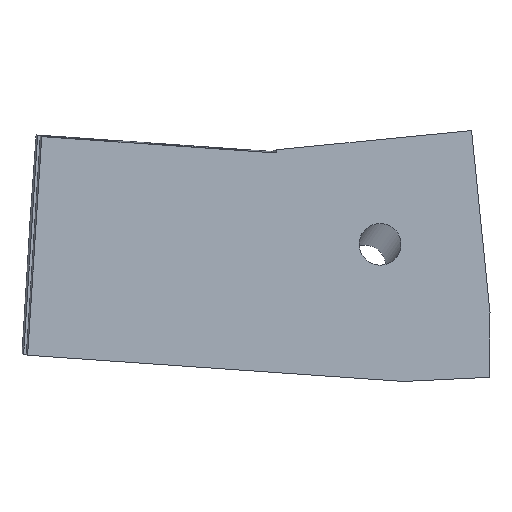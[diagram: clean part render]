
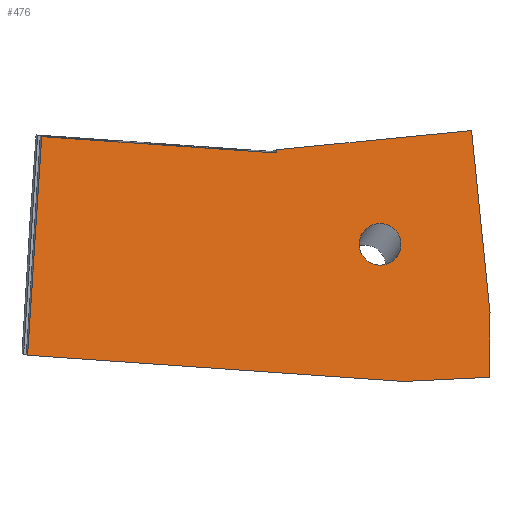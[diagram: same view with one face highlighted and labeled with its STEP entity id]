
A CAD part, left-side view. The second image highlights one B-rep face of the part: STEP entity #476.
In plain terms, the highlighted planar face has unit normal (-0.995, -0.06, 0.085).
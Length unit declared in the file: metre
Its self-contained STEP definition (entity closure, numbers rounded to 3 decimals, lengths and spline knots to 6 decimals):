
#24=CIRCLE('',#524,0.001);
#118=ORIENTED_EDGE('',*,*,#220,.F.);
#119=ORIENTED_EDGE('',*,*,#221,.T.);
#120=ORIENTED_EDGE('',*,*,#201,.T.);
#121=ORIENTED_EDGE('',*,*,#205,.T.);
#122=ORIENTED_EDGE('',*,*,#194,.F.);
#123=ORIENTED_EDGE('',*,*,#216,.T.);
#124=ORIENTED_EDGE('',*,*,#209,.T.);
#125=ORIENTED_EDGE('',*,*,#212,.T.);
#126=ORIENTED_EDGE('',*,*,#222,.F.);
#194=EDGE_CURVE('',#253,#250,#295,.T.);
#201=EDGE_CURVE('',#258,#259,#301,.T.);
#205=EDGE_CURVE('',#259,#250,#305,.T.);
#209=EDGE_CURVE('',#263,#264,#307,.T.);
#212=EDGE_CURVE('',#264,#265,#310,.T.);
#216=EDGE_CURVE('',#253,#263,#313,.T.);
#220=EDGE_CURVE('',#270,#270,#24,.T.);
#221=EDGE_CURVE('',#271,#258,#315,.T.);
#222=EDGE_CURVE('',#271,#265,#316,.T.);
#250=VERTEX_POINT('',#717);
#253=VERTEX_POINT('',#725);
#258=VERTEX_POINT('',#740);
#259=VERTEX_POINT('',#741);
#263=VERTEX_POINT('',#761);
#264=VERTEX_POINT('',#762);
#265=VERTEX_POINT('',#767);
#270=VERTEX_POINT('',#791);
#271=VERTEX_POINT('',#793);
#295=LINE('',#726,#339);
#301=LINE('',#739,#345);
#305=LINE('',#747,#349);
#307=LINE('',#760,#351);
#310=LINE('',#766,#354);
#313=LINE('',#777,#357);
#315=LINE('',#792,#359);
#316=LINE('',#794,#360);
#339=VECTOR('',#585,1.);
#345=VECTOR('',#597,1.);
#349=VECTOR('',#603,1.);
#351=VECTOR('',#609,1.);
#354=VECTOR('',#614,1.);
#357=VECTOR('',#619,1.);
#359=VECTOR('',#627,1.);
#360=VECTOR('',#628,1.);
#384=EDGE_LOOP('',(#118));
#385=EDGE_LOOP('',(#119,#120,#121,#122,#123,#124,#125,#126));
#423=FACE_BOUND('',#384,.T.);
#424=FACE_BOUND('',#385,.T.);
#456=PLANE('',#523);
#476=ADVANCED_FACE('',(#423,#424),#456,.T.);
#523=AXIS2_PLACEMENT_3D('',#789,#623,#624);
#524=AXIS2_PLACEMENT_3D('',#790,#625,#626);
#585=DIRECTION('',(0.089,-0.065,0.994));
#597=DIRECTION('',(-0.089,0.065,-0.994));
#603=DIRECTION('',(-0.054,0.996,0.069));
#609=DIRECTION('',(0.064,-0.997,0.048));
#614=DIRECTION('',(0.085,0.,0.996));
#619=DIRECTION('',(0.054,-0.996,-0.069));
#623=DIRECTION('',(-0.995,-0.06,0.085));
#624=DIRECTION('',(0.085,0.,0.996));
#625=DIRECTION('',(-0.995,-0.06,0.085));
#626=DIRECTION('',(0.085,0.,0.996));
#627=DIRECTION('',(-0.068,0.993,-0.098));
#628=DIRECTION('',(-0.079,-0.1,-0.992));
#717=CARTESIAN_POINT('',(-0.029696,0.004622,0.141041));
#725=CARTESIAN_POINT('',(-0.030627,0.005299,0.130604));
#726=CARTESIAN_POINT('',(-0.03205,0.006335,0.114648));
#739=CARTESIAN_POINT('',(-0.029239,-0.006475,0.138595));
#740=CARTESIAN_POINT('',(-0.029077,-0.006593,0.140416));
#741=CARTESIAN_POINT('',(-0.029091,-0.006583,0.140259));
#747=CARTESIAN_POINT('',(-0.026997,-0.045358,0.137555));
#760=CARTESIAN_POINT('',(-0.029675,-0.012382,0.129339));
#761=CARTESIAN_POINT('',(-0.029658,-0.012654,0.129352));
#762=CARTESIAN_POINT('',(-0.029394,-0.016777,0.129551));
#766=CARTESIAN_POINT('',(-0.029595,-0.016776,0.127195));
#767=CARTESIAN_POINT('',(-0.029131,-0.016778,0.132629));
#777=CARTESIAN_POINT('',(-0.027929,-0.04468,0.127119));
#789=CARTESIAN_POINT('',(-0.029352,-0.043644,0.111162));
#790=CARTESIAN_POINT('',(-0.029166,-0.01153,0.135899));
#791=CARTESIAN_POINT('',(-0.029081,-0.01153,0.136896));
#792=CARTESIAN_POINT('',(-0.029042,-0.007109,0.140466));
#793=CARTESIAN_POINT('',(-0.028441,-0.015898,0.141331));
#794=CARTESIAN_POINT('',(-0.028715,-0.016247,0.137879));
